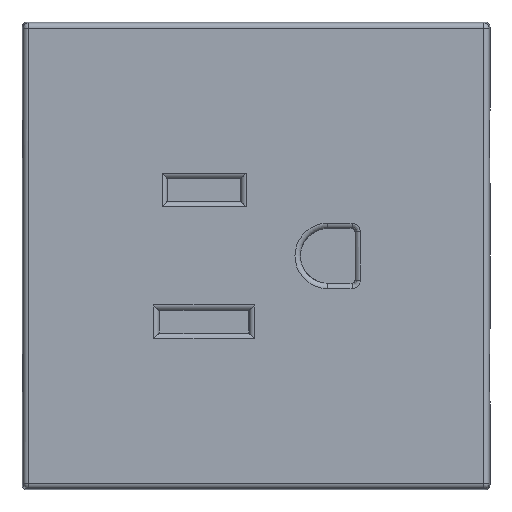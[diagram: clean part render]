
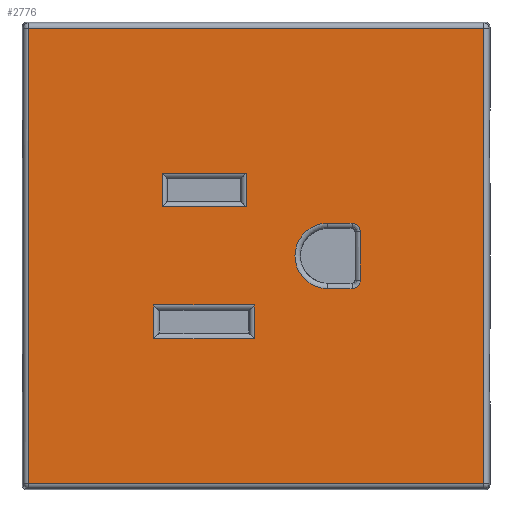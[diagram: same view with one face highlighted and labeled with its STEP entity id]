
A CAD part, top view. The second image highlights one B-rep face of the part: STEP entity #2776.
In plain terms, the highlighted planar face has unit normal (0, 0, 1).
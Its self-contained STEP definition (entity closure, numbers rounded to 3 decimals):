
#2607=AXIS2_PLACEMENT_3D('Plane Axis2P3D',#2604,#2605,#2606) ;
#2765=AXIS2_PLACEMENT_3D('Circle Axis2P3D',#2763,#2764,$) ;
#2569=CARTESIAN_POINT('Line Origine',(0.,-21.919,8.4)) ;
#2573=CARTESIAN_POINT('Vertex',(-21.919,-21.919,8.4)) ;
#2575=CARTESIAN_POINT('Vertex',(21.919,-21.919,8.4)) ;
#2604=CARTESIAN_POINT('Axis2P3D Location',(0.,0.,8.4)) ;
#2609=CARTESIAN_POINT('Line Origine',(21.919,0.,8.4)) ;
#2613=CARTESIAN_POINT('Vertex',(21.919,21.919,8.4)) ;
#2616=CARTESIAN_POINT('Line Origine',(0.,21.919,8.4)) ;
#2620=CARTESIAN_POINT('Vertex',(-21.919,21.919,8.4)) ;
#2623=CARTESIAN_POINT('Line Origine',(-21.919,0.,8.4)) ;
#2634=CARTESIAN_POINT('Line Origine',(-0.953,6.35,8.4)) ;
#2638=CARTESIAN_POINT('Vertex',(-0.953,7.972,8.4)) ;
#2640=CARTESIAN_POINT('Vertex',(-0.953,4.728,8.4)) ;
#2643=CARTESIAN_POINT('Line Origine',(-5.,4.728,8.4)) ;
#2647=CARTESIAN_POINT('Vertex',(-9.047,4.728,8.4)) ;
#2650=CARTESIAN_POINT('Line Origine',(-9.047,6.35,8.4)) ;
#2654=CARTESIAN_POINT('Vertex',(-9.047,7.972,8.4)) ;
#2657=CARTESIAN_POINT('Line Origine',(-5.,7.972,8.4)) ;
#2668=CARTESIAN_POINT('Line Origine',(-5.,-7.972,8.4)) ;
#2672=CARTESIAN_POINT('Vertex',(-9.847,-7.972,8.4)) ;
#2674=CARTESIAN_POINT('Vertex',(-0.153,-7.972,8.4)) ;
#2677=CARTESIAN_POINT('Line Origine',(-9.847,-6.35,8.4)) ;
#2681=CARTESIAN_POINT('Vertex',(-9.847,-4.728,8.4)) ;
#2684=CARTESIAN_POINT('Line Origine',(-5.,-4.728,8.4)) ;
#2688=CARTESIAN_POINT('Vertex',(-0.153,-4.728,8.4)) ;
#2691=CARTESIAN_POINT('Line Origine',(-0.153,-6.35,8.4)) ;
#2702=CARTESIAN_POINT('Line Origine',(8.073,3.146,8.4)) ;
#2706=CARTESIAN_POINT('Vertex',(6.9,3.146,8.4)) ;
#2708=CARTESIAN_POINT('Vertex',(9.246,3.146,8.4)) ;
#2712=CARTESIAN_POINT('Control Point',(9.246,3.146,8.4)) ;
#2713=CARTESIAN_POINT('Control Point',(9.317,3.146,8.4)) ;
#2714=CARTESIAN_POINT('Control Point',(9.388,3.138,8.4)) ;
#2715=CARTESIAN_POINT('Control Point',(9.458,3.122,8.4)) ;
#2716=CARTESIAN_POINT('Control Point',(9.594,3.075,8.4)) ;
#2717=CARTESIAN_POINT('Control Point',(9.716,2.999,8.4)) ;
#2718=CARTESIAN_POINT('Control Point',(9.773,2.954,8.4)) ;
#2719=CARTESIAN_POINT('Control Point',(9.875,2.852,8.4)) ;
#2720=CARTESIAN_POINT('Control Point',(9.953,2.73,8.4)) ;
#2721=CARTESIAN_POINT('Control Point',(9.984,2.665,8.4)) ;
#2722=CARTESIAN_POINT('Control Point',(10.021,2.563,8.4)) ;
#2723=CARTESIAN_POINT('Control Point',(10.039,2.456,8.4)) ;
#2724=CARTESIAN_POINT('Control Point',(10.044,2.419,8.4)) ;
#2725=CARTESIAN_POINT('Control Point',(10.046,2.382,8.4)) ;
#2726=CARTESIAN_POINT('Control Point',(10.046,2.346,8.4)) ;
#2727=CARTESIAN_POINT('Vertex',(10.046,2.346,8.4)) ;
#2730=CARTESIAN_POINT('Line Origine',(10.046,0.,8.4)) ;
#2734=CARTESIAN_POINT('Vertex',(10.046,-2.346,8.4)) ;
#2738=CARTESIAN_POINT('Control Point',(10.046,-2.346,8.4)) ;
#2739=CARTESIAN_POINT('Control Point',(10.046,-2.417,8.4)) ;
#2740=CARTESIAN_POINT('Control Point',(10.038,-2.488,8.4)) ;
#2741=CARTESIAN_POINT('Control Point',(10.022,-2.558,8.4)) ;
#2742=CARTESIAN_POINT('Control Point',(9.975,-2.694,8.4)) ;
#2743=CARTESIAN_POINT('Control Point',(9.899,-2.816,8.4)) ;
#2744=CARTESIAN_POINT('Control Point',(9.854,-2.873,8.4)) ;
#2745=CARTESIAN_POINT('Control Point',(9.752,-2.975,8.4)) ;
#2746=CARTESIAN_POINT('Control Point',(9.63,-3.053,8.4)) ;
#2747=CARTESIAN_POINT('Control Point',(9.565,-3.084,8.4)) ;
#2748=CARTESIAN_POINT('Control Point',(9.463,-3.121,8.4)) ;
#2749=CARTESIAN_POINT('Control Point',(9.356,-3.139,8.4)) ;
#2750=CARTESIAN_POINT('Control Point',(9.319,-3.144,8.4)) ;
#2751=CARTESIAN_POINT('Control Point',(9.282,-3.146,8.4)) ;
#2752=CARTESIAN_POINT('Control Point',(9.246,-3.146,8.4)) ;
#2753=CARTESIAN_POINT('Vertex',(9.246,-3.146,8.4)) ;
#2756=CARTESIAN_POINT('Line Origine',(8.073,-3.146,8.4)) ;
#2760=CARTESIAN_POINT('Vertex',(6.9,-3.146,8.4)) ;
#2763=CARTESIAN_POINT('Axis2P3D Location',(6.9,0.,8.4)) ;
#2570=DIRECTION('Vector Direction',(-1.,0.,0.)) ;
#2605=DIRECTION('Axis2P3D Direction',(0.,0.,1.)) ;
#2606=DIRECTION('Axis2P3D XDirection',(0.,1.,0.)) ;
#2610=DIRECTION('Vector Direction',(0.,1.,0.)) ;
#2617=DIRECTION('Vector Direction',(-1.,0.,0.)) ;
#2624=DIRECTION('Vector Direction',(0.,1.,0.)) ;
#2635=DIRECTION('Vector Direction',(0.,-1.,0.)) ;
#2644=DIRECTION('Vector Direction',(-1.,0.,0.)) ;
#2651=DIRECTION('Vector Direction',(0.,1.,0.)) ;
#2658=DIRECTION('Vector Direction',(1.,0.,0.)) ;
#2669=DIRECTION('Vector Direction',(-1.,0.,0.)) ;
#2678=DIRECTION('Vector Direction',(0.,1.,0.)) ;
#2685=DIRECTION('Vector Direction',(1.,0.,0.)) ;
#2692=DIRECTION('Vector Direction',(0.,-1.,0.)) ;
#2703=DIRECTION('Vector Direction',(-1.,0.,0.)) ;
#2731=DIRECTION('Vector Direction',(0.,1.,0.)) ;
#2757=DIRECTION('Vector Direction',(1.,0.,0.)) ;
#2764=DIRECTION('Axis2P3D Direction',(0.,0.,1.)) ;
#2571=VECTOR('Line Direction',#2570,1.) ;
#2611=VECTOR('Line Direction',#2610,1.) ;
#2618=VECTOR('Line Direction',#2617,1.) ;
#2625=VECTOR('Line Direction',#2624,1.) ;
#2636=VECTOR('Line Direction',#2635,1.) ;
#2645=VECTOR('Line Direction',#2644,1.) ;
#2652=VECTOR('Line Direction',#2651,1.) ;
#2659=VECTOR('Line Direction',#2658,1.) ;
#2670=VECTOR('Line Direction',#2669,1.) ;
#2679=VECTOR('Line Direction',#2678,1.) ;
#2686=VECTOR('Line Direction',#2685,1.) ;
#2693=VECTOR('Line Direction',#2692,1.) ;
#2704=VECTOR('Line Direction',#2703,1.) ;
#2732=VECTOR('Line Direction',#2731,1.) ;
#2758=VECTOR('Line Direction',#2757,1.) ;
#2629=ORIENTED_EDGE('',*,*,#2577,.T.) ;
#2630=ORIENTED_EDGE('',*,*,#2615,.T.) ;
#2631=ORIENTED_EDGE('',*,*,#2622,.T.) ;
#2632=ORIENTED_EDGE('',*,*,#2627,.T.) ;
#2663=ORIENTED_EDGE('',*,*,#2642,.T.) ;
#2664=ORIENTED_EDGE('',*,*,#2649,.T.) ;
#2665=ORIENTED_EDGE('',*,*,#2656,.T.) ;
#2666=ORIENTED_EDGE('',*,*,#2661,.T.) ;
#2697=ORIENTED_EDGE('',*,*,#2676,.F.) ;
#2698=ORIENTED_EDGE('',*,*,#2683,.F.) ;
#2699=ORIENTED_EDGE('',*,*,#2690,.F.) ;
#2700=ORIENTED_EDGE('',*,*,#2695,.F.) ;
#2769=ORIENTED_EDGE('',*,*,#2710,.T.) ;
#2770=ORIENTED_EDGE('',*,*,#2729,.T.) ;
#2771=ORIENTED_EDGE('',*,*,#2736,.T.) ;
#2772=ORIENTED_EDGE('',*,*,#2755,.T.) ;
#2773=ORIENTED_EDGE('',*,*,#2762,.T.) ;
#2774=ORIENTED_EDGE('',*,*,#2767,.T.) ;
#2667=FACE_BOUND('',#2662,.T.) ;
#2701=FACE_BOUND('',#2696,.T.) ;
#2775=FACE_BOUND('',#2768,.T.) ;
#2776=ADVANCED_FACE('PartBody',(#2633,#2667,#2701,#2775),#2608,.T.) ;
#2711=B_SPLINE_CURVE_WITH_KNOTS('',5,(#2712,#2713,#2714,#2715,#2716,#2717,#2718,#2719,#2720,#2721,#2722,#2723,#2724,#2725,#2726),.UNSPECIFIED.,.F.,.U.,(6,3,3,3,6),(2.013,2.394,2.777,3.159,3.355),.UNSPECIFIED.) ;
#2737=B_SPLINE_CURVE_WITH_KNOTS('',5,(#2738,#2739,#2740,#2741,#2742,#2743,#2744,#2745,#2746,#2747,#2748,#2749,#2750,#2751,#2752),.UNSPECIFIED.,.F.,.U.,(6,3,3,3,6),(2.013,2.394,2.777,3.159,3.355),.UNSPECIFIED.) ;
#2766=CIRCLE('generated circle',#2765,3.146) ;
#2577=EDGE_CURVE('',#2574,#2576,#2572,.F.) ;
#2615=EDGE_CURVE('',#2576,#2614,#2612,.T.) ;
#2622=EDGE_CURVE('',#2614,#2621,#2619,.T.) ;
#2627=EDGE_CURVE('',#2621,#2574,#2626,.F.) ;
#2642=EDGE_CURVE('',#2639,#2641,#2637,.T.) ;
#2649=EDGE_CURVE('',#2641,#2648,#2646,.T.) ;
#2656=EDGE_CURVE('',#2648,#2655,#2653,.T.) ;
#2661=EDGE_CURVE('',#2655,#2639,#2660,.T.) ;
#2676=EDGE_CURVE('',#2673,#2675,#2671,.F.) ;
#2683=EDGE_CURVE('',#2682,#2673,#2680,.F.) ;
#2690=EDGE_CURVE('',#2689,#2682,#2687,.F.) ;
#2695=EDGE_CURVE('',#2675,#2689,#2694,.F.) ;
#2710=EDGE_CURVE('',#2707,#2709,#2705,.F.) ;
#2729=EDGE_CURVE('',#2709,#2728,#2711,.T.) ;
#2736=EDGE_CURVE('',#2728,#2735,#2733,.F.) ;
#2755=EDGE_CURVE('',#2735,#2754,#2737,.T.) ;
#2762=EDGE_CURVE('',#2754,#2761,#2759,.F.) ;
#2767=EDGE_CURVE('',#2761,#2707,#2766,.F.) ;
#2628=EDGE_LOOP('',(#2629,#2630,#2631,#2632)) ;
#2662=EDGE_LOOP('',(#2663,#2664,#2665,#2666)) ;
#2696=EDGE_LOOP('',(#2697,#2698,#2699,#2700)) ;
#2768=EDGE_LOOP('',(#2769,#2770,#2771,#2772,#2773,#2774)) ;
#2633=FACE_OUTER_BOUND('',#2628,.T.) ;
#2572=LINE('Line',#2569,#2571) ;
#2612=LINE('Line',#2609,#2611) ;
#2619=LINE('Line',#2616,#2618) ;
#2626=LINE('Line',#2623,#2625) ;
#2637=LINE('Line',#2634,#2636) ;
#2646=LINE('Line',#2643,#2645) ;
#2653=LINE('Line',#2650,#2652) ;
#2660=LINE('Line',#2657,#2659) ;
#2671=LINE('Line',#2668,#2670) ;
#2680=LINE('Line',#2677,#2679) ;
#2687=LINE('Line',#2684,#2686) ;
#2694=LINE('Line',#2691,#2693) ;
#2705=LINE('Line',#2702,#2704) ;
#2733=LINE('Line',#2730,#2732) ;
#2759=LINE('Line',#2756,#2758) ;
#2608=PLANE('',#2607) ;
#2574=VERTEX_POINT('',#2573) ;
#2576=VERTEX_POINT('',#2575) ;
#2614=VERTEX_POINT('',#2613) ;
#2621=VERTEX_POINT('',#2620) ;
#2639=VERTEX_POINT('',#2638) ;
#2641=VERTEX_POINT('',#2640) ;
#2648=VERTEX_POINT('',#2647) ;
#2655=VERTEX_POINT('',#2654) ;
#2673=VERTEX_POINT('',#2672) ;
#2675=VERTEX_POINT('',#2674) ;
#2682=VERTEX_POINT('',#2681) ;
#2689=VERTEX_POINT('',#2688) ;
#2707=VERTEX_POINT('',#2706) ;
#2709=VERTEX_POINT('',#2708) ;
#2728=VERTEX_POINT('',#2727) ;
#2735=VERTEX_POINT('',#2734) ;
#2754=VERTEX_POINT('',#2753) ;
#2761=VERTEX_POINT('',#2760) ;
